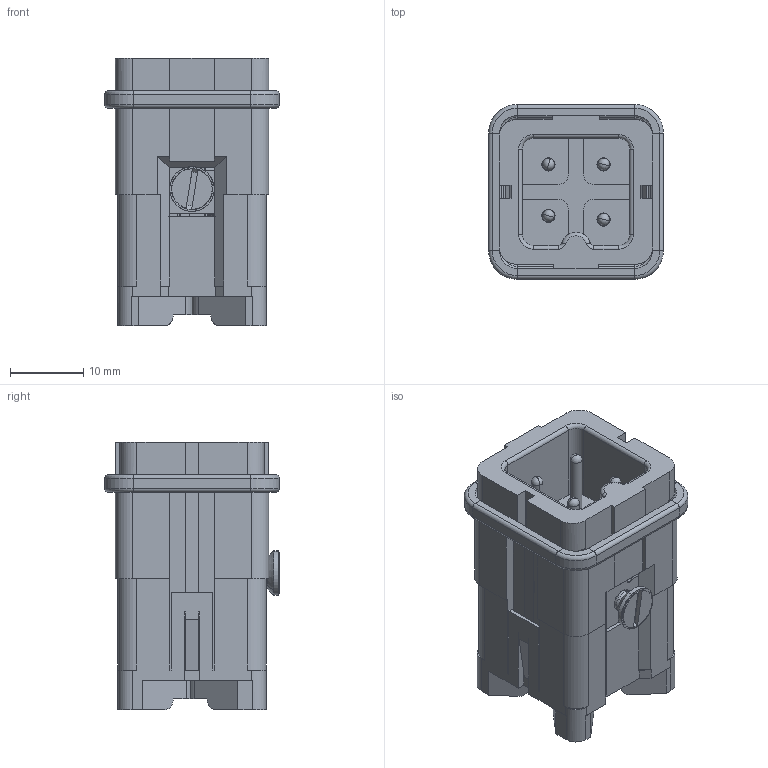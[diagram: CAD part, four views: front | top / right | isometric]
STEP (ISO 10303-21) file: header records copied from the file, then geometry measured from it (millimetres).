
FILE_DESCRIPTION(('CATIA V5 STEP','CAx-IF Rec.Pracs.--- Model Styling and Organization---1.2---2011-12-15'),'2;1');
FILE_NAME ('13439227_2', '2018-08-16T05:23:57+00:00', ('none'), ('Weidmueller'), 'CATIA Version 5-6 Release 2014 SP4 HF52', 'CATIA V5 STEP AP214', 'none');
FILE_SCHEMA(('AUTOMOTIVE_DESIGN { 1 0 10303 214 1 1 1 1 }'));
Length unit declared in the file: millimetre
Products named in the file (1): 1498100000
Bounding box: 23.8 x 23.8 x 36.4 mm (x, y, z)
Volume: 8938.2 mm3; surface area: 10904.5 mm2
Topology: 5 solids, 5 shells, 1255 faces, 3477 edges, 2171 vertices
Faces by surface type: plane 733, cylinder 337, torus 121, cone 48, sphere 16
Entity records: 37430 total; most frequent: CARTESIAN_POINT 7526, ORIENTED_EDGE 6922, DIRECTION 4995, EDGE_CURVE 3461, VECTOR 2321, LINE 2321, VERTEX_POINT 2171, AXIS2_PLACEMENT_3D 1849
